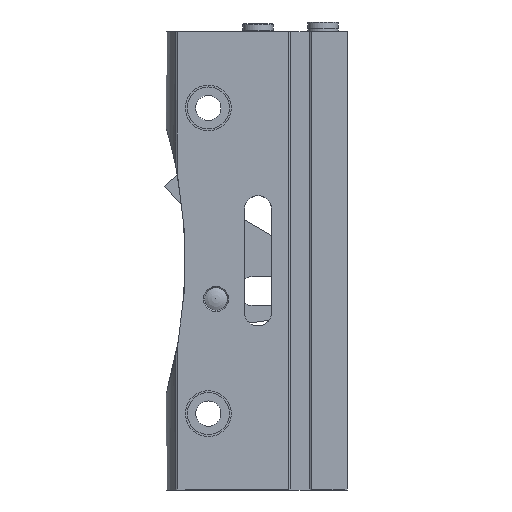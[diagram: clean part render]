
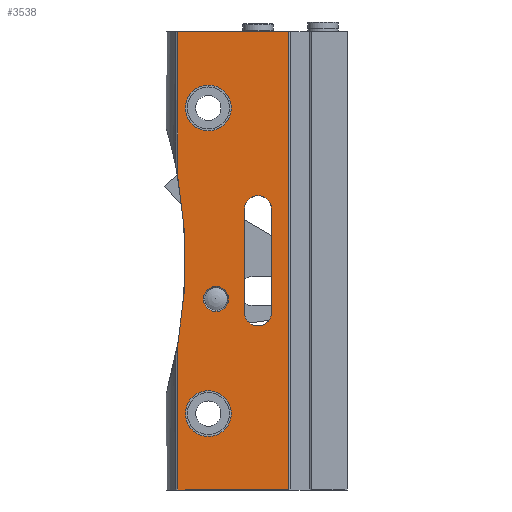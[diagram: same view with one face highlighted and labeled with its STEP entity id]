
A CAD part, left-side view. The second image highlights one B-rep face of the part: STEP entity #3538.
In plain terms, the highlighted planar face has unit normal (-1, 0, 0).
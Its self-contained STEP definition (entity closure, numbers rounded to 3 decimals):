
#88=CIRCLE('',#3716,3.55);
#91=CIRCLE('',#3721,3.55);
#92=CIRCLE('',#3723,123.);
#143=CIRCLE('',#3785,3.289);
#144=CIRCLE('',#3786,6.);
#145=CIRCLE('',#3787,6.);
#468=ORIENTED_EDGE('',*,*,#1191,.T.);
#469=ORIENTED_EDGE('',*,*,#1192,.T.);
#470=ORIENTED_EDGE('',*,*,#1193,.T.);
#471=ORIENTED_EDGE('',*,*,#1067,.F.);
#472=ORIENTED_EDGE('',*,*,#1073,.F.);
#473=ORIENTED_EDGE('',*,*,#1076,.F.);
#474=ORIENTED_EDGE('',*,*,#1080,.F.);
#475=ORIENTED_EDGE('',*,*,#1151,.T.);
#476=ORIENTED_EDGE('',*,*,#1194,.T.);
#477=ORIENTED_EDGE('',*,*,#1118,.F.);
#478=ORIENTED_EDGE('',*,*,#1187,.T.);
#479=ORIENTED_EDGE('',*,*,#1083,.F.);
#480=ORIENTED_EDGE('',*,*,#1186,.T.);
#1067=EDGE_CURVE('',#1442,#1443,#1722,.T.);
#1073=EDGE_CURVE('',#1447,#1442,#88,.F.);
#1076=EDGE_CURVE('',#1449,#1447,#1727,.T.);
#1080=EDGE_CURVE('',#1443,#1449,#91,.F.);
#1083=EDGE_CURVE('',#1454,#1455,#92,.F.);
#1118=EDGE_CURVE('',#1489,#1490,#1739,.T.);
#1151=EDGE_CURVE('',#1523,#1522,#1755,.T.);
#1186=EDGE_CURVE('',#1454,#1523,#1774,.T.);
#1187=EDGE_CURVE('',#1489,#1455,#1775,.T.);
#1191=EDGE_CURVE('',#1551,#1551,#143,.T.);
#1192=EDGE_CURVE('',#1552,#1552,#144,.T.);
#1193=EDGE_CURVE('',#1553,#1553,#145,.T.);
#1194=EDGE_CURVE('',#1522,#1490,#1779,.F.);
#1442=VERTEX_POINT('',#4927);
#1443=VERTEX_POINT('',#4929);
#1447=VERTEX_POINT('',#4946);
#1449=VERTEX_POINT('',#4952);
#1454=VERTEX_POINT('',#4988);
#1455=VERTEX_POINT('',#4990);
#1489=VERTEX_POINT('',#5097);
#1490=VERTEX_POINT('',#5099);
#1522=VERTEX_POINT('',#5164);
#1523=VERTEX_POINT('',#5166);
#1551=VERTEX_POINT('',#5243);
#1552=VERTEX_POINT('',#5245);
#1553=VERTEX_POINT('',#5247);
#1722=LINE('',#4928,#1921);
#1727=LINE('',#4953,#1926);
#1739=LINE('',#5098,#1938);
#1755=LINE('',#5165,#1954);
#1774=LINE('',#5231,#1973);
#1775=LINE('',#5233,#1974);
#1779=LINE('',#5248,#1978);
#1921=VECTOR('',#4054,1000.);
#1926=VECTOR('',#4069,1000.);
#1938=VECTOR('',#4129,1000.);
#1954=VECTOR('',#4181,1000.);
#1973=VECTOR('',#4238,1000.);
#1974=VECTOR('',#4241,1000.);
#1978=VECTOR('',#4261,1000.);
#2142=EDGE_LOOP('',(#468));
#2143=EDGE_LOOP('',(#469));
#2144=EDGE_LOOP('',(#470));
#2145=EDGE_LOOP('',(#471,#472,#473,#474));
#2146=EDGE_LOOP('',(#475,#476,#477,#478,#479,#480));
#2397=FACE_BOUND('',#2142,.T.);
#2398=FACE_BOUND('',#2143,.T.);
#2399=FACE_BOUND('',#2144,.T.);
#2400=FACE_BOUND('',#2145,.T.);
#2401=FACE_BOUND('',#2146,.T.);
#2640=PLANE('',#3784);
#3538=ADVANCED_FACE('',(#2397,#2398,#2399,#2400,#2401),#2640,.F.);
#3716=AXIS2_PLACEMENT_3D('',#4947,#4063,#4064);
#3721=AXIS2_PLACEMENT_3D('',#4966,#4076,#4077);
#3723=AXIS2_PLACEMENT_3D('',#4989,#4080,#4081);
#3784=AXIS2_PLACEMENT_3D('',#5241,#4253,#4254);
#3785=AXIS2_PLACEMENT_3D('',#5242,#4255,#4256);
#3786=AXIS2_PLACEMENT_3D('',#5244,#4257,#4258);
#3787=AXIS2_PLACEMENT_3D('',#5246,#4259,#4260);
#4054=DIRECTION('',(0.,0.,-1.));
#4063=DIRECTION('',(1.,0.,0.));
#4064=DIRECTION('',(0.,0.,-1.));
#4069=DIRECTION('',(0.,0.,1.));
#4076=DIRECTION('',(1.,0.,0.));
#4077=DIRECTION('',(0.,0.,-1.));
#4080=DIRECTION('',(1.,0.,0.));
#4081=DIRECTION('',(0.,0.,-1.));
#4129=DIRECTION('',(0.,-1.,0.));
#4181=DIRECTION('',(0.,-1.,0.));
#4238=DIRECTION('',(0.,0.,-1.));
#4241=DIRECTION('',(0.,0.,-1.));
#4253=DIRECTION('',(1.,0.,0.));
#4254=DIRECTION('',(0.,0.,-1.));
#4255=DIRECTION('',(1.,0.,0.));
#4256=DIRECTION('',(0.,0.,-1.));
#4257=DIRECTION('',(1.,0.,0.));
#4258=DIRECTION('',(0.,0.,-1.));
#4259=DIRECTION('',(1.,0.,0.));
#4260=DIRECTION('',(0.,0.,-1.));
#4261=DIRECTION('',(0.,0.,-1.));
#4927=CARTESIAN_POINT('',(-13.25,26.95,13.5));
#4928=CARTESIAN_POINT('',(-13.25,26.95,60.));
#4929=CARTESIAN_POINT('',(-13.25,26.95,-13.5));
#4946=CARTESIAN_POINT('',(-13.25,19.85,13.5));
#4947=CARTESIAN_POINT('',(-13.25,23.4,13.5));
#4952=CARTESIAN_POINT('',(-13.25,19.85,-13.5));
#4953=CARTESIAN_POINT('',(-13.25,19.85,60.));
#4966=CARTESIAN_POINT('',(-13.25,23.4,-13.5));
#4988=CARTESIAN_POINT('',(-13.25,44.458,-22.404));
#4989=CARTESIAN_POINT('',(-13.25,165.4,0.));
#4990=CARTESIAN_POINT('',(-13.25,44.458,22.404));
#5097=CARTESIAN_POINT('',(-13.25,44.458,60.));
#5098=CARTESIAN_POINT('',(-13.25,44.458,60.));
#5099=CARTESIAN_POINT('',(-13.25,15.4,60.));
#5164=CARTESIAN_POINT('',(-13.25,15.4,-60.));
#5165=CARTESIAN_POINT('',(-13.25,44.458,-60.));
#5166=CARTESIAN_POINT('',(-13.25,44.458,-60.));
#5231=CARTESIAN_POINT('',(-13.25,44.458,60.));
#5233=CARTESIAN_POINT('',(-13.25,44.458,60.));
#5241=CARTESIAN_POINT('',(-13.25,44.458,60.));
#5242=CARTESIAN_POINT('',(-13.25,34.4,-10.));
#5243=CARTESIAN_POINT('',(-13.25,34.4,-13.289));
#5244=CARTESIAN_POINT('',(-13.25,36.4,40.));
#5245=CARTESIAN_POINT('',(-13.25,36.4,34.));
#5246=CARTESIAN_POINT('',(-13.25,36.4,-40.));
#5247=CARTESIAN_POINT('',(-13.25,36.4,-46.));
#5248=CARTESIAN_POINT('',(-13.25,15.4,61.));
